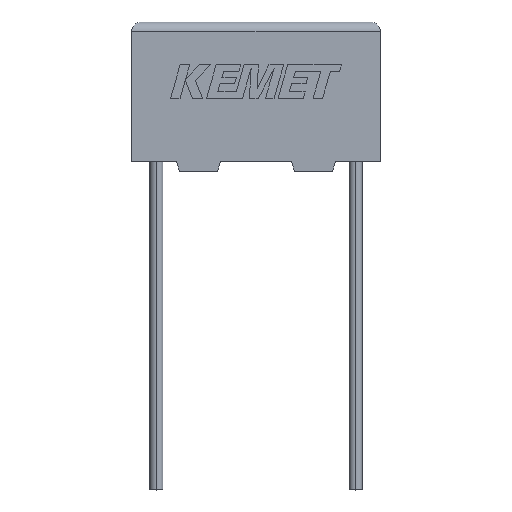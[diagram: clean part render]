
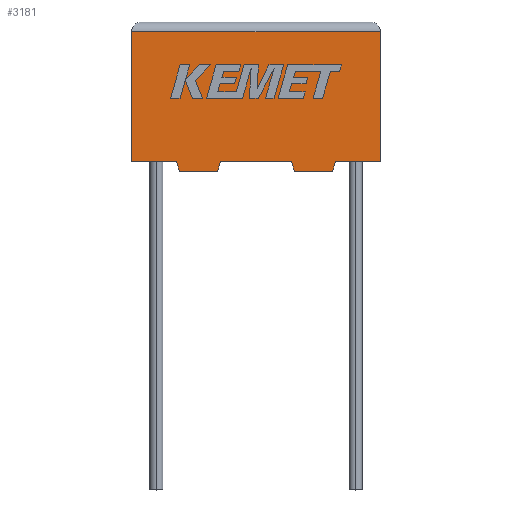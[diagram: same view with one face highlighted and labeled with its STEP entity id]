
A CAD part, top view. The second image highlights one B-rep face of the part: STEP entity #3181.
In plain terms, the highlighted planar face has unit normal (0, 0, 1).
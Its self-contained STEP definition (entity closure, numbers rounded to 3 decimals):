
#92 = CARTESIAN_POINT ( 'NONE',  ( 2.25, 0., 3.5 ) ) ;
#94 = ORIENTED_EDGE ( 'NONE', *, *, #2930, .T. ) ;
#95 = CARTESIAN_POINT ( 'NONE',  ( 4.313, -0.5, 3.5 ) ) ;
#181 = VERTEX_POINT ( 'NONE', #1774 ) ;
#203 = VERTEX_POINT ( 'NONE', #1792 ) ;
#207 = ORIENTED_EDGE ( 'NONE', *, *, #2933, .F. ) ;
#241 = EDGE_LOOP ( 'NONE', ( #94, #1158, #3067, #2424, #1330, #614, #881, #632, #1667, #2106, #207, #3176 ) ) ;
#246 = EDGE_CURVE ( 'NONE', #2266, #181, #1838, .T. ) ;
#263 = DIRECTION ( 'NONE',  ( 0., 0., -1. ) ) ;
#267 = EDGE_CURVE ( 'NONE', #3053, #2266, #1370, .T. ) ;
#287 = EDGE_CURVE ( 'NONE', #181, #1993, #505, .T. ) ;
#310 = VECTOR ( 'NONE', #1829, 1000. ) ;
#323 = LINE ( 'NONE', #2568, #1576 ) ;
#503 = VECTOR ( 'NONE', #1076, 1000. ) ;
#505 = LINE ( 'NONE', #95, #1248 ) ;
#552 = VERTEX_POINT ( 'NONE', #2179 ) ;
#564 = CARTESIAN_POINT ( 'NONE',  ( 2.25, 0., 3.5 ) ) ;
#610 = CARTESIAN_POINT ( 'NONE',  ( 0., 0., 3.5 ) ) ;
#614 = ORIENTED_EDGE ( 'NONE', *, *, #246, .T. ) ;
#620 = DIRECTION ( 'NONE',  ( 0., -1., 0. ) ) ;
#632 = ORIENTED_EDGE ( 'NONE', *, *, #2019, .T. ) ;
#637 = DIRECTION ( 'NONE',  ( -0.287, 0.958, 0. ) ) ;
#666 = EDGE_CURVE ( 'NONE', #719, #3053, #2136, .T. ) ;
#669 = CARTESIAN_POINT ( 'NONE',  ( 0., 6.5, 3.5 ) ) ;
#719 = VERTEX_POINT ( 'NONE', #1894 ) ;
#788 = DIRECTION ( 'NONE',  ( -1., 0., 0. ) ) ;
#881 = ORIENTED_EDGE ( 'NONE', *, *, #287, .T. ) ;
#898 = DIRECTION ( 'NONE',  ( -0.287, -0.958, 0. ) ) ;
#936 = DIRECTION ( 'NONE',  ( -1., 0., 0. ) ) ;
#944 = CARTESIAN_POINT ( 'NONE',  ( 0., 0., 3.5 ) ) ;
#977 = VECTOR ( 'NONE', #637, 1000. ) ;
#991 = EDGE_CURVE ( 'NONE', #1740, #552, #2566, .T. ) ;
#1071 = DIRECTION ( 'NONE',  ( 0.287, 0.958, 0. ) ) ;
#1076 = DIRECTION ( 'NONE',  ( 1., 0., 0. ) ) ;
#1083 = AXIS2_PLACEMENT_3D ( 'NONE', #2012, #263, #788 ) ;
#1147 = DIRECTION ( 'NONE',  ( 1., 0., 0. ) ) ;
#1158 = ORIENTED_EDGE ( 'NONE', *, *, #1836, .T. ) ;
#1212 = LINE ( 'NONE', #2105, #977 ) ;
#1248 = VECTOR ( 'NONE', #1071, 1000. ) ;
#1249 = EDGE_CURVE ( 'NONE', #3131, #719, #1559, .T. ) ;
#1330 = ORIENTED_EDGE ( 'NONE', *, *, #267, .T. ) ;
#1338 = FACE_OUTER_BOUND ( 'NONE', #241, .T. ) ;
#1360 = CARTESIAN_POINT ( 'NONE',  ( 0., 0., 3.5 ) ) ;
#1370 = LINE ( 'NONE', #564, #310 ) ;
#1443 = VECTOR ( 'NONE', #936, 1000. ) ;
#1463 = LINE ( 'NONE', #1779, #3140 ) ;
#1559 = LINE ( 'NONE', #610, #2060 ) ;
#1576 = VECTOR ( 'NONE', #898, 1000. ) ;
#1582 = VERTEX_POINT ( 'NONE', #1814 ) ;
#1614 = DIRECTION ( 'NONE',  ( 1., 0., 0. ) ) ;
#1667 = ORIENTED_EDGE ( 'NONE', *, *, #1724, .F. ) ;
#1675 = LINE ( 'NONE', #669, #1443 ) ;
#1724 = EDGE_CURVE ( 'NONE', #1582, #203, #1212, .T. ) ;
#1740 = VERTEX_POINT ( 'NONE', #3105 ) ;
#1761 = VERTEX_POINT ( 'NONE', #2892 ) ;
#1774 = CARTESIAN_POINT ( 'NONE',  ( 4.313, -0.5, 3.5 ) ) ;
#1779 = CARTESIAN_POINT ( 'NONE',  ( 12.5, 0., 3.5 ) ) ;
#1791 = VECTOR ( 'NONE', #2558, 1000. ) ;
#1792 = CARTESIAN_POINT ( 'NONE',  ( 8.037, 0., 3.5 ) ) ;
#1814 = CARTESIAN_POINT ( 'NONE',  ( 8.188, -0.5, 3.5 ) ) ;
#1829 = DIRECTION ( 'NONE',  ( 0.287, -0.958, 0. ) ) ;
#1831 = VECTOR ( 'NONE', #1147, 1000. ) ;
#1836 = EDGE_CURVE ( 'NONE', #1761, #3131, #1675, .T. ) ;
#1838 = LINE ( 'NONE', #2536, #1791 ) ;
#1894 = CARTESIAN_POINT ( 'NONE',  ( 0., 0., 3.5 ) ) ;
#1993 = VERTEX_POINT ( 'NONE', #2947 ) ;
#2012 = CARTESIAN_POINT ( 'NONE',  ( 0., 0., 3.5 ) ) ;
#2019 = EDGE_CURVE ( 'NONE', #1993, #203, #2311, .T. ) ;
#2060 = VECTOR ( 'NONE', #620, 1000. ) ;
#2105 = CARTESIAN_POINT ( 'NONE',  ( 8.188, -0.5, 3.5 ) ) ;
#2106 = ORIENTED_EDGE ( 'NONE', *, *, #2244, .F. ) ;
#2136 = LINE ( 'NONE', #1360, #1831 ) ;
#2151 = DIRECTION ( 'NONE',  ( -1., 0., 0. ) ) ;
#2179 = CARTESIAN_POINT ( 'NONE',  ( 12.5, 0., 3.5 ) ) ;
#2207 = VECTOR ( 'NONE', #1614, 1000. ) ;
#2244 = EDGE_CURVE ( 'NONE', #2460, #1582, #2791, .T. ) ;
#2266 = VERTEX_POINT ( 'NONE', #2647 ) ;
#2311 = LINE ( 'NONE', #944, #2207 ) ;
#2329 = CARTESIAN_POINT ( 'NONE',  ( 0., 6.5, 3.5 ) ) ;
#2357 = DIRECTION ( 'NONE',  ( 0., 1., 0. ) ) ;
#2424 = ORIENTED_EDGE ( 'NONE', *, *, #666, .T. ) ;
#2440 = CARTESIAN_POINT ( 'NONE',  ( 10.1, -0.5, 3.5 ) ) ;
#2460 = VERTEX_POINT ( 'NONE', #2440 ) ;
#2518 = CARTESIAN_POINT ( 'NONE',  ( 0., 0., 3.5 ) ) ;
#2536 = CARTESIAN_POINT ( 'NONE',  ( 2.4, -0.5, 3.5 ) ) ;
#2558 = DIRECTION ( 'NONE',  ( 1., 0., 0. ) ) ;
#2566 = LINE ( 'NONE', #2518, #503 ) ;
#2568 = CARTESIAN_POINT ( 'NONE',  ( 10.25, 0., 3.5 ) ) ;
#2611 = CARTESIAN_POINT ( 'NONE',  ( 10.1, -0.5, 3.5 ) ) ;
#2647 = CARTESIAN_POINT ( 'NONE',  ( 2.4, -0.5, 3.5 ) ) ;
#2745 = PLANE ( 'NONE',  #1083 ) ;
#2791 = LINE ( 'NONE', #2611, #3234 ) ;
#2892 = CARTESIAN_POINT ( 'NONE',  ( 12.5, 6.5, 3.5 ) ) ;
#2930 = EDGE_CURVE ( 'NONE', #552, #1761, #1463, .T. ) ;
#2933 = EDGE_CURVE ( 'NONE', #1740, #2460, #323, .T. ) ;
#2947 = CARTESIAN_POINT ( 'NONE',  ( 4.463, 0., 3.5 ) ) ;
#3053 = VERTEX_POINT ( 'NONE', #92 ) ;
#3067 = ORIENTED_EDGE ( 'NONE', *, *, #1249, .T. ) ;
#3105 = CARTESIAN_POINT ( 'NONE',  ( 10.25, 0., 3.5 ) ) ;
#3131 = VERTEX_POINT ( 'NONE', #2329 ) ;
#3140 = VECTOR ( 'NONE', #2357, 1000. ) ;
#3176 = ORIENTED_EDGE ( 'NONE', *, *, #991, .T. ) ;
#3181 = ADVANCED_FACE ( 'NONE', ( #1338 ), #2745, .F. ) ;
#3234 = VECTOR ( 'NONE', #2151, 1000. ) ;
